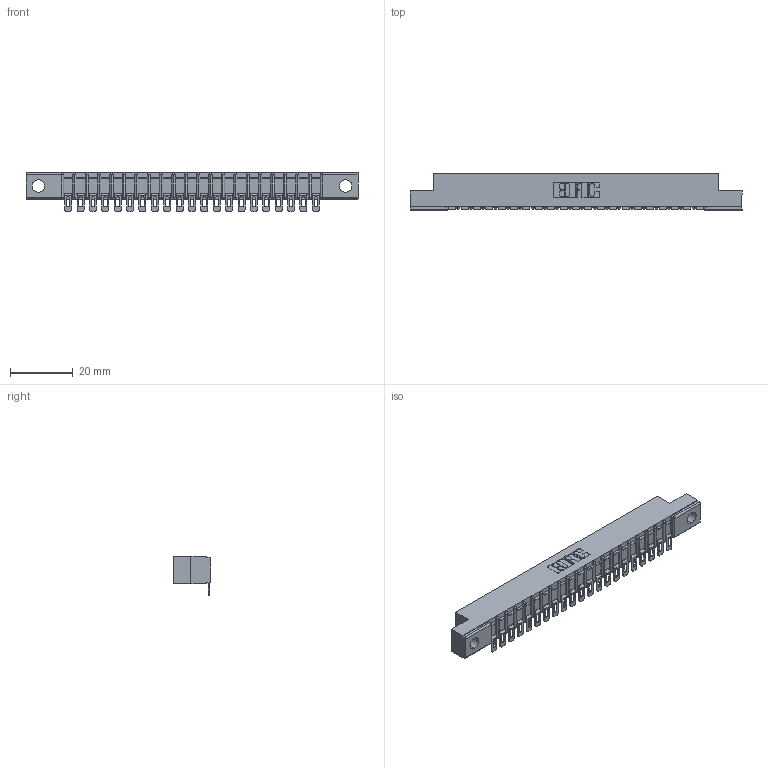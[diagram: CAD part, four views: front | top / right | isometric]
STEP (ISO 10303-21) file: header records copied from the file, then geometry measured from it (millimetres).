
FILE_DESCRIPTION (( 'STEP AP203' ), '1' );
FILE_NAME ('307-021-554-104.STEP', '2019-09-04T23:42:45', ( '' ), ( '' ), 'SwSTEP 2.0', 'SolidWorks 2016', '' );
FILE_SCHEMA (( 'CONFIG_CONTROL_DESIGN' ));
Length unit declared in the file: inch
Products named in the file (3): 307 Part_.156 Dia Mounting Holes; 307-290-002_554; 307-021-554-104
Assembly tree (22 placements, depth 2):
  307-021-554-104
    307 Part_.156 Dia Mounting Holes
    307-290-002_554  x21
Bounding box: 106.22 x 12.01 x 12.52 mm (x, y, z)
Volume: 6913.7 mm3; surface area: 12496.4 mm2
Topology: 22 solids, 22 shells, 1855 faces, 5672 edges, 3720 vertices
Faces by surface type: plane 1050, cylinder 761, sphere 44
Entity records: 21975 total; most frequent: CARTESIAN_POINT 3708, ORIENTED_EDGE 3696, DIRECTION 3610, EDGE_CURVE 1848, VECTOR 1406, LINE 1406, VERTEX_POINT 1200, AXIS2_PLACEMENT_3D 1102
